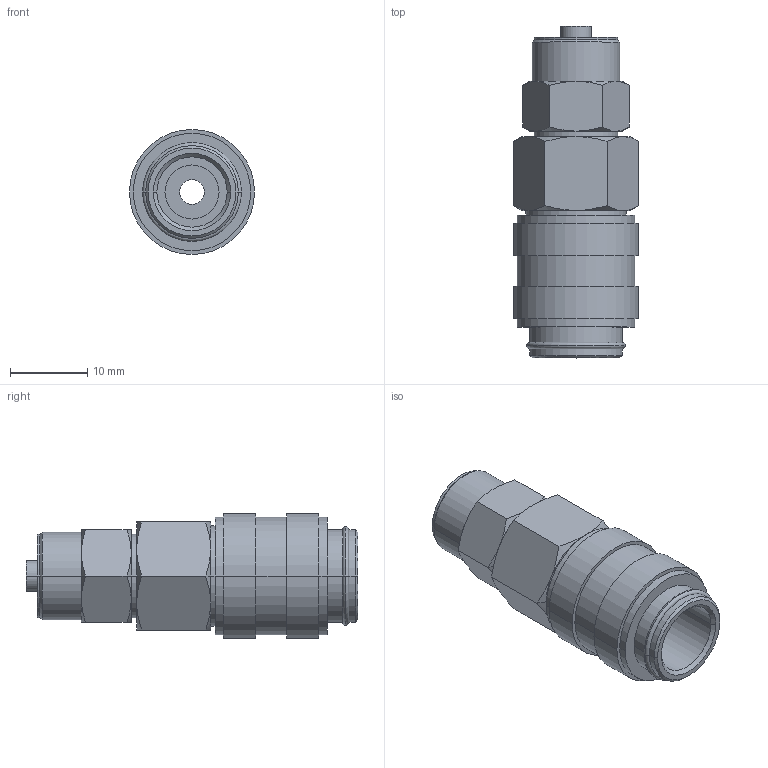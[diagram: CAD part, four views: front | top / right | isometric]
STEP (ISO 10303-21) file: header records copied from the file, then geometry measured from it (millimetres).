
FILE_DESCRIPTION(('STEP AP214'),'1');
FILE_NAME('esmn_4_tqab.stp','2020-03-05T08:32:03',('TraceParts'),('TraceParts S.A.'),'Spatial InterOp 3D',' ',' ');
FILE_SCHEMA(('automotive_design'));
Length unit declared in the file: millimetre
Products named in the file (1): 1
Bounding box: 16.2 x 43 x 16.2 mm (x, y, z)
Volume: 4853.4 mm3; surface area: 3300 mm2
Topology: 1 solids, 1 shells, 99 faces, 206 edges, 122 vertices
Faces by surface type: cone 38, cylinder 30, plane 27, torus 4
Entity records: 3474 total; most frequent: CARTESIAN_POINT 620, DIRECTION 460, ORIENTED_EDGE 412, EDGE_CURVE 206, AXIS2_PLACEMENT_3D 202, VERTEX_POINT 122, EDGE_LOOP 114, CIRCLE 102
